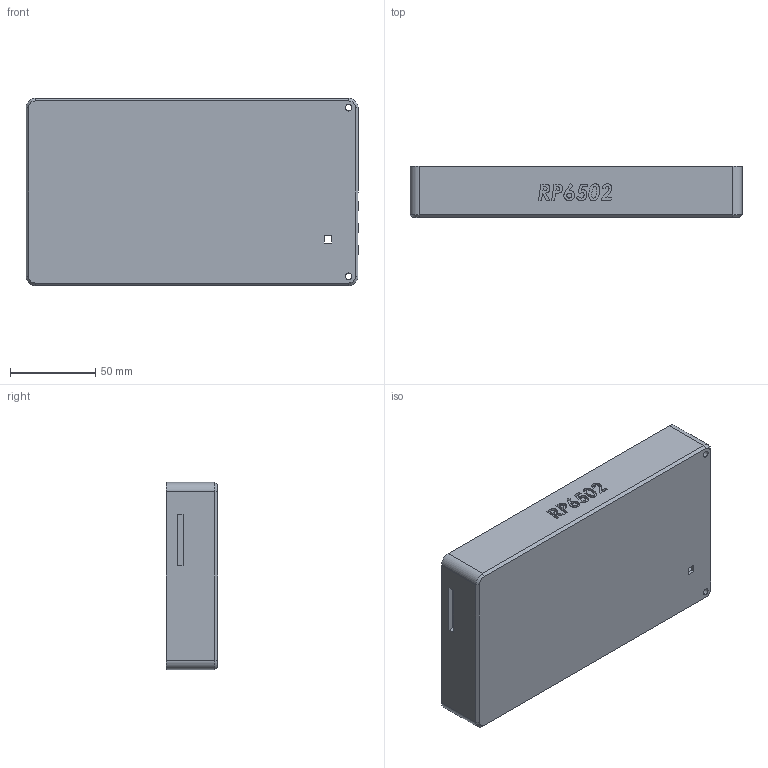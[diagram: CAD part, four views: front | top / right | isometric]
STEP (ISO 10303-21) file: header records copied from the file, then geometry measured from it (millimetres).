
FILE_DESCRIPTION (( 'STEP AP214' ), '1' );
FILE_NAME ('base_bottom.STEP', '2023-10-22T22:49:24', ( '' ), ( '' ), '', '', '' );
FILE_SCHEMA (( 'AUTOMOTIVE_DESIGN' ));
Length unit declared in the file: millimetre
Products named in the file (1): base_bottom
Bounding box: 195 x 30 x 110 mm (x, y, z)
Volume: 90688.1 mm3; surface area: 79800 mm2
Topology: 1 solids, 1 shells, 266 faces, 684 edges, 448 vertices
Faces by surface type: plane 155, cylinder 58, bspline 47, cone 6
Entity records: 10621 total; most frequent: CARTESIAN_POINT 4270, ORIENTED_EDGE 1368, DIRECTION 1158, EDGE_CURVE 684, LINE 462, VECTOR 462, VERTEX_POINT 448, AXIS2_PLACEMENT_3D 348
